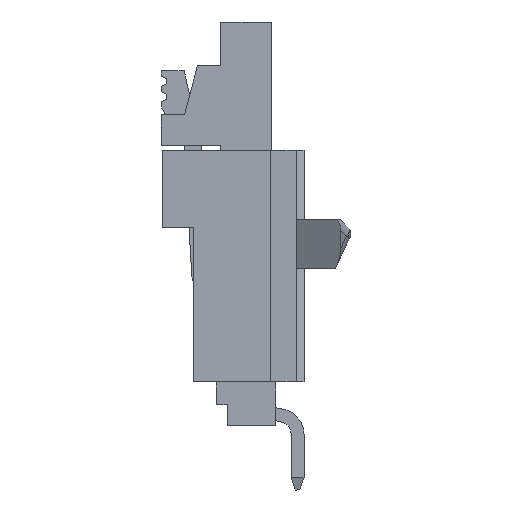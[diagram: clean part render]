
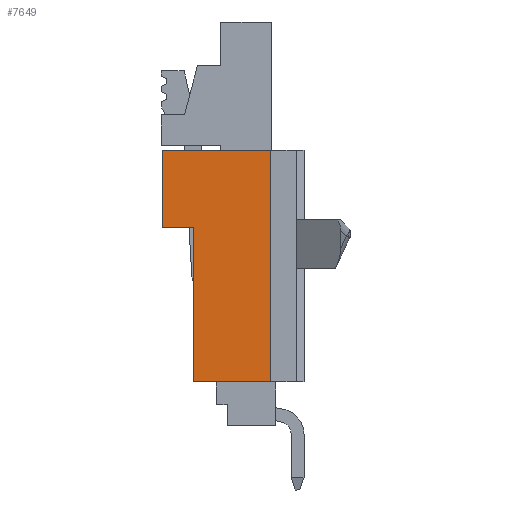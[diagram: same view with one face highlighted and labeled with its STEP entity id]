
A CAD part, left-side view. The second image highlights one B-rep face of the part: STEP entity #7649.
In plain terms, the highlighted planar face has unit normal (-1, 0, 0).
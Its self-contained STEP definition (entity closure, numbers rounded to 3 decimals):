
#391 = ORIENTED_EDGE ( 'NONE', *, *, #8418, .F. ) ;
#423 = LINE ( 'NONE', #7695, #9334 ) ;
#495 = CARTESIAN_POINT ( 'NONE',  ( -3.683, -1.27, 0. ) ) ;
#743 = CARTESIAN_POINT ( 'NONE',  ( -3.683, 2.54, -5.715 ) ) ;
#750 = EDGE_CURVE ( 'NONE', #4420, #6764, #423, .T. ) ;
#1032 = ORIENTED_EDGE ( 'NONE', *, *, #750, .F. ) ;
#1320 = DIRECTION ( 'NONE',  ( 0., 0., -1. ) ) ;
#1441 = AXIS2_PLACEMENT_3D ( 'NONE', #9595, #8886, #1320 ) ;
#1587 = CARTESIAN_POINT ( 'NONE',  ( -3.683, 4.064, 0. ) ) ;
#2005 = DIRECTION ( 'NONE',  ( 0., 1., 0. ) ) ;
#2467 = EDGE_CURVE ( 'NONE', #3742, #4420, #3019, .T. ) ;
#2848 = LINE ( 'NONE', #4561, #5094 ) ;
#2894 = VECTOR ( 'NONE', #9266, 1000. ) ;
#2985 = CARTESIAN_POINT ( 'NONE',  ( -3.683, 4.064, 5.715 ) ) ;
#3019 = LINE ( 'NONE', #1587, #2894 ) ;
#3318 = DIRECTION ( 'NONE',  ( 0., 1., 0. ) ) ;
#3742 = VERTEX_POINT ( 'NONE', #10633 ) ;
#3753 = LINE ( 'NONE', #495, #9778 ) ;
#4106 = CARTESIAN_POINT ( 'NONE',  ( -3.683, -1.27, 5.715 ) ) ;
#4420 = VERTEX_POINT ( 'NONE', #2985 ) ;
#4439 = CARTESIAN_POINT ( 'NONE',  ( -3.683, 2.54, 0. ) ) ;
#4561 = CARTESIAN_POINT ( 'NONE',  ( -3.683, 0., 1.905 ) ) ;
#4594 = EDGE_LOOP ( 'NONE', ( #10492, #1032, #9623, #9496, #391, #5517 ) ) ;
#4677 = DIRECTION ( 'NONE',  ( 0., 0., 1. ) ) ;
#5094 = VECTOR ( 'NONE', #2005, 1000. ) ;
#5213 = DIRECTION ( 'NONE',  ( 0., -1., 0. ) ) ;
#5357 = LINE ( 'NONE', #4439, #5880 ) ;
#5517 = ORIENTED_EDGE ( 'NONE', *, *, #8182, .F. ) ;
#5739 = EDGE_CURVE ( 'NONE', #6764, #6123, #3753, .T. ) ;
#5807 = CARTESIAN_POINT ( 'NONE',  ( -3.683, 0., -5.715 ) ) ;
#5880 = VECTOR ( 'NONE', #4677, 1000. ) ;
#6123 = VERTEX_POINT ( 'NONE', #9492 ) ;
#6289 = FACE_OUTER_BOUND ( 'NONE', #4594, .T. ) ;
#6405 = VECTOR ( 'NONE', #3318, 1000. ) ;
#6764 = VERTEX_POINT ( 'NONE', #4106 ) ;
#7213 = DIRECTION ( 'NONE',  ( 0., 0., -1. ) ) ;
#7318 = VERTEX_POINT ( 'NONE', #743 ) ;
#7439 = CARTESIAN_POINT ( 'NONE',  ( -3.683, 2.54, 1.905 ) ) ;
#7649 = ADVANCED_FACE ( 'NONE', ( #6289 ), #9414, .F. ) ;
#7695 = CARTESIAN_POINT ( 'NONE',  ( -3.683, 0., 5.715 ) ) ;
#8182 = EDGE_CURVE ( 'NONE', #6123, #7318, #8648, .T. ) ;
#8211 = VERTEX_POINT ( 'NONE', #7439 ) ;
#8418 = EDGE_CURVE ( 'NONE', #7318, #8211, #5357, .T. ) ;
#8648 = LINE ( 'NONE', #5807, #6405 ) ;
#8886 = DIRECTION ( 'NONE',  ( 1., 0., 0. ) ) ;
#8955 = EDGE_CURVE ( 'NONE', #8211, #3742, #2848, .T. ) ;
#9266 = DIRECTION ( 'NONE',  ( 0., 0., 1. ) ) ;
#9334 = VECTOR ( 'NONE', #5213, 1000. ) ;
#9414 = PLANE ( 'NONE',  #1441 ) ;
#9492 = CARTESIAN_POINT ( 'NONE',  ( -3.683, -1.27, -5.715 ) ) ;
#9496 = ORIENTED_EDGE ( 'NONE', *, *, #8955, .F. ) ;
#9595 = CARTESIAN_POINT ( 'NONE',  ( -3.683, 0., 0. ) ) ;
#9623 = ORIENTED_EDGE ( 'NONE', *, *, #2467, .F. ) ;
#9778 = VECTOR ( 'NONE', #7213, 1000. ) ;
#10492 = ORIENTED_EDGE ( 'NONE', *, *, #5739, .F. ) ;
#10633 = CARTESIAN_POINT ( 'NONE',  ( -3.683, 4.064, 1.905 ) ) ;
